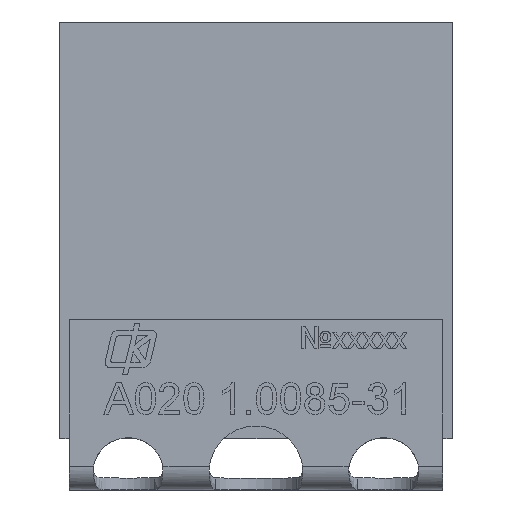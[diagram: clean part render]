
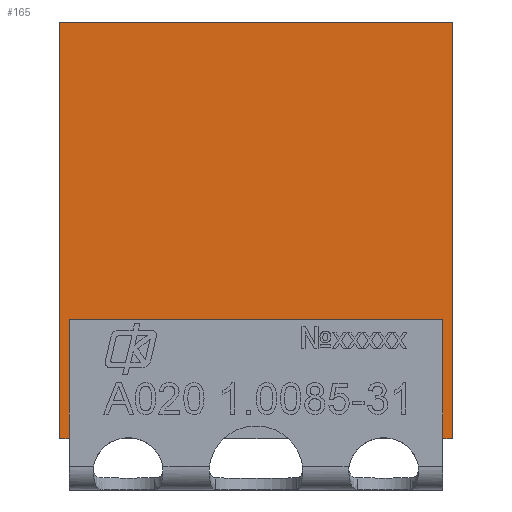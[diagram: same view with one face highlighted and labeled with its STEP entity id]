
A CAD part, top view. The second image highlights one B-rep face of the part: STEP entity #165.
In plain terms, the highlighted planar face has unit normal (0, 0, 1).
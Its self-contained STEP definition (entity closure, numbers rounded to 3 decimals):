
#165=ADVANCED_FACE('',(#3640),#3642,.F.);
#3640=FACE_BOUND('',#3641,.T.);
#3641=EDGE_LOOP('',(#9550,#9551,#9552,#9553,#9554,#9555,#9556,#9557));
#3642=PLANE('',#3643);
#3643=AXIS2_PLACEMENT_3D('',#3644,#3645,#3646);
#3644=CARTESIAN_POINT('',(-5.,5.3,1.8));
#3645=DIRECTION('',(0.,0.,-1.));
#3646=DIRECTION('',(-1.,0.,0.));
#9550=ORIENTED_EDGE('',*,*,#11602,.T.);
#9551=ORIENTED_EDGE('',*,*,#11603,.T.);
#9552=ORIENTED_EDGE('',*,*,#11604,.F.);
#9553=ORIENTED_EDGE('',*,*,#11561,.F.);
#9554=ORIENTED_EDGE('',*,*,#11605,.F.);
#9555=ORIENTED_EDGE('',*,*,#11606,.T.);
#9556=ORIENTED_EDGE('',*,*,#11607,.F.);
#9557=ORIENTED_EDGE('',*,*,#11608,.T.);
#11561=EDGE_CURVE('',#12602,#12594,#12604,.T.);
#11602=EDGE_CURVE('',#12683,#12684,#12685,.T.);
#11603=EDGE_CURVE('',#12684,#12686,#12687,.T.);
#11604=EDGE_CURVE('',#12594,#12686,#12688,.T.);
#11605=EDGE_CURVE('',#12689,#12602,#12690,.T.);
#11606=EDGE_CURVE('',#12689,#12691,#12692,.T.);
#11607=EDGE_CURVE('',#12693,#12691,#12694,.T.);
#11608=EDGE_CURVE('',#12693,#12683,#12695,.T.);
#12594=VERTEX_POINT('',#14316);
#12602=VERTEX_POINT('',#14332);
#12604=LINE('',#14336,#14337);
#12683=VERTEX_POINT('',#14497);
#12684=VERTEX_POINT('',#14498);
#12685=LINE('',#14499,#14500);
#12686=VERTEX_POINT('',#14502);
#12687=LINE('',#14503,#14504);
#12688=LINE('',#14506,#14507);
#12689=VERTEX_POINT('',#14509);
#12690=LINE('',#14510,#14511);
#12691=VERTEX_POINT('',#14513);
#12692=LINE('',#14514,#14515);
#12693=VERTEX_POINT('',#14517);
#12694=LINE('',#14518,#14519);
#12695=LINE('',#14521,#14522);
#14316=CARTESIAN_POINT('',(5.,-5.299,1.8));
#14332=CARTESIAN_POINT('',(5.,5.3,1.8));
#14336=CARTESIAN_POINT('',(5.,5.3,1.8));
#14337=VECTOR('',#14338,1.);
#14338=DIRECTION('',(0.,-1.,0.));
#14497=CARTESIAN_POINT('',(-4.75,-2.275,1.8));
#14498=CARTESIAN_POINT('',(4.75,-2.275,1.8));
#14499=CARTESIAN_POINT('',(-4.75,-2.275,1.8));
#14500=VECTOR('',#14501,1.);
#14501=DIRECTION('',(1.,0.,0.));
#14502=CARTESIAN_POINT('',(4.75,-5.299,1.8));
#14503=CARTESIAN_POINT('',(4.75,-2.275,1.8));
#14504=VECTOR('',#14505,1.);
#14505=DIRECTION('',(0.,-1.,0.));
#14506=CARTESIAN_POINT('',(5.,-5.299,1.8));
#14507=VECTOR('',#14508,1.);
#14508=DIRECTION('',(-1.,0.,0.));
#14509=CARTESIAN_POINT('',(-5.,5.3,1.8));
#14510=CARTESIAN_POINT('',(-5.,5.3,1.8));
#14511=VECTOR('',#14512,1.);
#14512=DIRECTION('',(1.,0.,0.));
#14513=CARTESIAN_POINT('',(-5.,-5.299,1.8));
#14514=CARTESIAN_POINT('',(-5.,5.3,1.8));
#14515=VECTOR('',#14516,1.);
#14516=DIRECTION('',(0.,-1.,0.));
#14517=CARTESIAN_POINT('',(-4.75,-5.299,1.8));
#14518=CARTESIAN_POINT('',(-4.75,-5.299,1.8));
#14519=VECTOR('',#14520,1.);
#14520=DIRECTION('',(-1.,0.,0.));
#14521=CARTESIAN_POINT('',(-4.75,-5.299,1.8));
#14522=VECTOR('',#14523,1.);
#14523=DIRECTION('',(0.,1.,0.));
